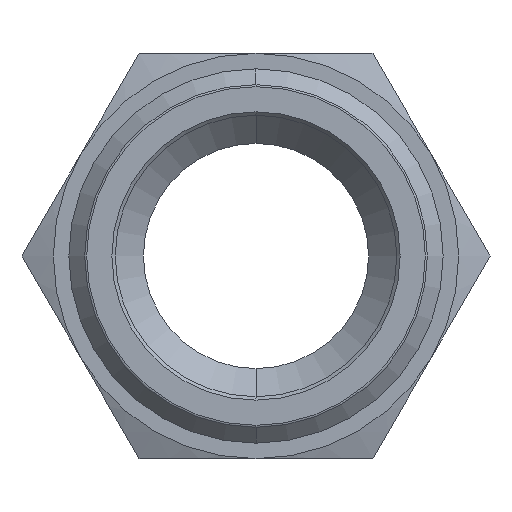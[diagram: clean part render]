
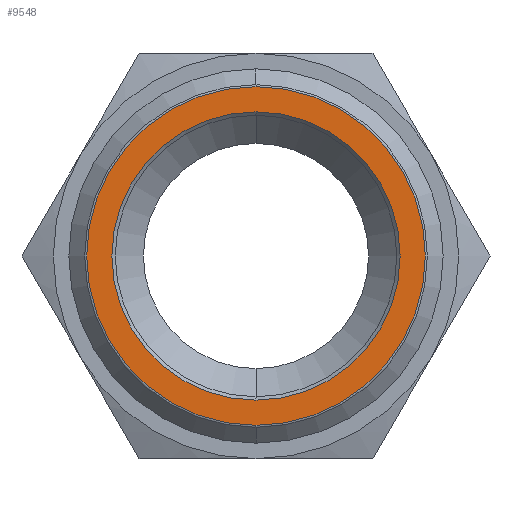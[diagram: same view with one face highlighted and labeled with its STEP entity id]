
A CAD part, left-side view. The second image highlights one B-rep face of the part: STEP entity #9548.
In plain terms, the highlighted planar face has unit normal (-1, 0, 0).
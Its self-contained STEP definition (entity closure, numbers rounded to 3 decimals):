
#340 = AXIS2_PLACEMENT_3D ( 'NONE', #4328, #6658, #14750 ) ;
#571 = CIRCLE ( 'NONE', #8944, 15.041 ) ;
#1137 = CIRCLE ( 'NONE', #14906, 12.8 ) ;
#1951 = EDGE_LOOP ( 'NONE', ( #6080, #5528 ) ) ;
#2898 = DIRECTION ( 'NONE',  ( 1., 0., 0. ) ) ;
#3820 = EDGE_CURVE ( 'NONE', #10549, #12036, #7974, .T. ) ;
#4328 = CARTESIAN_POINT ( 'NONE',  ( -60., 15.145, 0. ) ) ;
#5144 = ORIENTED_EDGE ( 'NONE', *, *, #3820, .T. ) ;
#5528 = ORIENTED_EDGE ( 'NONE', *, *, #9101, .T. ) ;
#5877 = CARTESIAN_POINT ( 'NONE',  ( -60., 0., -15.041 ) ) ;
#6080 = ORIENTED_EDGE ( 'NONE', *, *, #9459, .T. ) ;
#6658 = DIRECTION ( 'NONE',  ( -1., 0., 0. ) ) ;
#7512 = CARTESIAN_POINT ( 'NONE',  ( -60., 0., 0. ) ) ;
#7520 = VERTEX_POINT ( 'NONE', #5877 ) ;
#7558 = DIRECTION ( 'NONE',  ( -1., 0., 0. ) ) ;
#7974 = CIRCLE ( 'NONE', #9551, 12.8 ) ;
#8652 = VERTEX_POINT ( 'NONE', #9605 ) ;
#8733 = DIRECTION ( 'NONE',  ( 0., 0., 1. ) ) ;
#8944 = AXIS2_PLACEMENT_3D ( 'NONE', #12587, #14973, #13897 ) ;
#9101 = EDGE_CURVE ( 'NONE', #7520, #8652, #571, .T. ) ;
#9279 = DIRECTION ( 'NONE',  ( 0., 0., 1. ) ) ;
#9312 = CARTESIAN_POINT ( 'NONE',  ( -60., 0., 12.8 ) ) ;
#9459 = EDGE_CURVE ( 'NONE', #8652, #7520, #14480, .T. ) ;
#9548 = ADVANCED_FACE ( 'NONE', ( #10680, #13376 ), #11266, .T. ) ;
#9551 = AXIS2_PLACEMENT_3D ( 'NONE', #12107, #2898, #10993 ) ;
#9605 = CARTESIAN_POINT ( 'NONE',  ( -60., 0., 15.041 ) ) ;
#10216 = ORIENTED_EDGE ( 'NONE', *, *, #13455, .T. ) ;
#10549 = VERTEX_POINT ( 'NONE', #9312 ) ;
#10680 = FACE_OUTER_BOUND ( 'NONE', #1951, .T. ) ;
#10787 = CARTESIAN_POINT ( 'NONE',  ( -60., 0., -12.8 ) ) ;
#10993 = DIRECTION ( 'NONE',  ( 0., 0., 1. ) ) ;
#11266 = PLANE ( 'NONE',  #340 ) ;
#11519 = CARTESIAN_POINT ( 'NONE',  ( -60., 0., 0. ) ) ;
#12036 = VERTEX_POINT ( 'NONE', #10787 ) ;
#12107 = CARTESIAN_POINT ( 'NONE',  ( -60., 0., 0. ) ) ;
#12587 = CARTESIAN_POINT ( 'NONE',  ( -60., 0., 0. ) ) ;
#12673 = DIRECTION ( 'NONE',  ( 1., 0., 0. ) ) ;
#13012 = AXIS2_PLACEMENT_3D ( 'NONE', #7512, #7558, #8733 ) ;
#13376 = FACE_BOUND ( 'NONE', #14151, .T. ) ;
#13455 = EDGE_CURVE ( 'NONE', #12036, #10549, #1137, .T. ) ;
#13897 = DIRECTION ( 'NONE',  ( 0., 0., 1. ) ) ;
#14151 = EDGE_LOOP ( 'NONE', ( #5144, #10216 ) ) ;
#14480 = CIRCLE ( 'NONE', #13012, 15.041 ) ;
#14750 = DIRECTION ( 'NONE',  ( 0., 0., 1. ) ) ;
#14906 = AXIS2_PLACEMENT_3D ( 'NONE', #11519, #12673, #9279 ) ;
#14973 = DIRECTION ( 'NONE',  ( -1., 0., 0. ) ) ;
